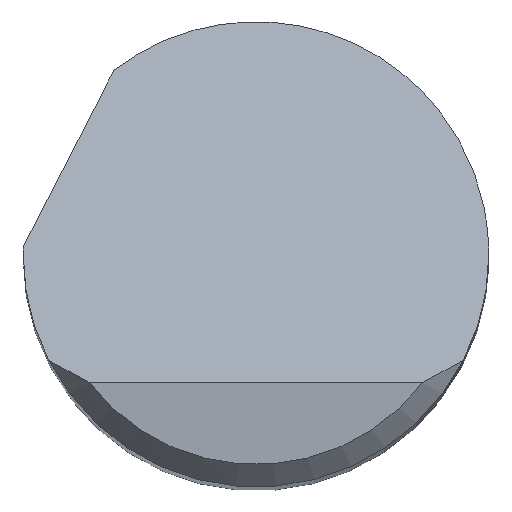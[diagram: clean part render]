
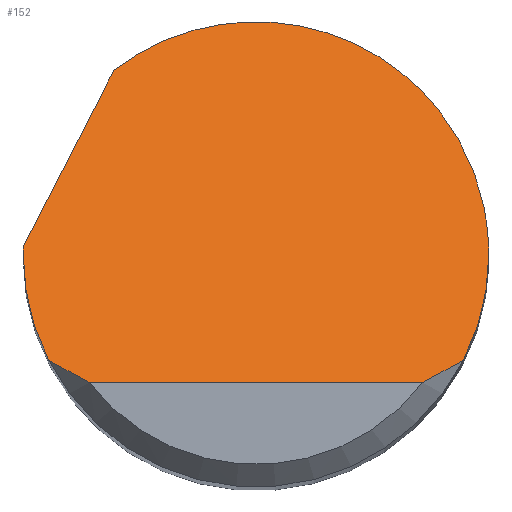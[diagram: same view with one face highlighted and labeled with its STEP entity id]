
A CAD part, top view. The second image highlights one B-rep face of the part: STEP entity #152.
In plain terms, the highlighted planar face has unit normal (0, 0.707, 0.707).
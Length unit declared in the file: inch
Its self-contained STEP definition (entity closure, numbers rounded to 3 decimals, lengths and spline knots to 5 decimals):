
#7 = LINE ( 'NONE', #698, #194 ) ;
#10 = VERTEX_POINT ( 'NONE', #279 ) ;
#13 = ORIENTED_EDGE ( 'NONE', *, *, #335, .F. ) ;
#29 = CARTESIAN_POINT ( 'NONE',  ( 0.15625, 0., 2.41375 ) ) ;
#34 = CARTESIAN_POINT ( 'NONE',  ( 0.12131, -0.0816, 2.49535 ) ) ;
#40 = CARTESIAN_POINT ( 'NONE',  ( -0.15625, -0.02489, 2.43864 ) ) ;
#51 = CARTESIAN_POINT ( 'NONE',  ( -0.11186, -0.08625, 2.5 ) ) ;
#58 = EDGE_CURVE ( 'NONE', #727, #236, #534, .T. ) ;
#72 = CARTESIAN_POINT ( 'NONE',  ( -0.11186, -0.08625, 2.5 ) ) ;
#82 = VERTEX_POINT ( 'NONE', #29 ) ;
#87 = VERTEX_POINT ( 'NONE', #72 ) ;
#97 = ORIENTED_EDGE ( 'NONE', *, *, #310, .F. ) ;
#100 = ORIENTED_EDGE ( 'NONE', *, *, #234, .T. ) ;
#103 = CARTESIAN_POINT ( 'NONE',  ( -0.13906, -0.07125, 2.485 ) ) ;
#124 = CARTESIAN_POINT ( 'NONE',  ( -0.15625, 0., 2.41375 ) ) ;
#131 = EDGE_LOOP ( 'NONE', ( #290, #286, #250, #13, #282, #97, #165, #100 ) ) ;
#139 = CARTESIAN_POINT ( 'NONE',  ( -0.13906, -0.07125, 2.485 ) ) ;
#150 = CARTESIAN_POINT ( 'NONE',  ( -0.13906, -0.07125, 2.485 ) ) ;
#151 = CARTESIAN_POINT ( 'NONE',  ( -0.12131, -0.0816, 2.49535 ) ) ;
#152 = ADVANCED_FACE ( 'NONE', ( #211 ), #512, .F. ) ;
#165 = ORIENTED_EDGE ( 'NONE', *, *, #584, .F. ) ;
#174 =( BOUNDED_CURVE ( )  B_SPLINE_CURVE ( 3, ( #150, #217, #40, #210 ),
 .UNSPECIFIED., .F., .F. ) 
 B_SPLINE_CURVE_WITH_KNOTS ( ( 4, 4 ),
 ( 4.23889, 4.71239 ),
 .UNSPECIFIED. ) 
 CURVE ( )  GEOMETRIC_REPRESENTATION_ITEM ( )  RATIONAL_B_SPLINE_CURVE ( ( 1., 0.981, 0.981, 1. ) ) 
 REPRESENTATION_ITEM ( '' )  );
#190 = CARTESIAN_POINT ( 'NONE',  ( 0.13906, -0.07125, 2.485 ) ) ;
#194 = VECTOR ( 'NONE', #460, 39.37008 ) ;
#207 = VECTOR ( 'NONE', #333, 39.37008 ) ;
#210 = CARTESIAN_POINT ( 'NONE',  ( -0.15625, 0., 2.41375 ) ) ;
#211 = FACE_OUTER_BOUND ( 'NONE', #131, .T. ) ;
#217 = CARTESIAN_POINT ( 'NONE',  ( -0.15041, -0.04909, 2.46284 ) ) ;
#226 = CARTESIAN_POINT ( 'NONE',  ( -0.15625, 0.00167, 2.41208 ) ) ;
#234 = EDGE_CURVE ( 'NONE', #446, #87, #365, .T. ) ;
#236 = VERTEX_POINT ( 'NONE', #736 ) ;
#238 = CARTESIAN_POINT ( 'NONE',  ( 0.15625, 0., 2.41375 ) ) ;
#242 = CARTESIAN_POINT ( 'NONE',  ( -0.15617, 0.005, 2.40875 ) ) ;
#245 = AXIS2_PLACEMENT_3D ( 'NONE', #440, #613, #729 ) ;
#250 = ORIENTED_EDGE ( 'NONE', *, *, #445, .F. ) ;
#258 = CARTESIAN_POINT ( 'NONE',  ( 0.13906, -0.07125, 2.485 ) ) ;
#277 = CARTESIAN_POINT ( 'NONE',  ( -0.15625, 0., 2.41375 ) ) ;
#279 = CARTESIAN_POINT ( 'NONE',  ( -0.15617, 0.005, 2.40875 ) ) ;
#282 = ORIENTED_EDGE ( 'NONE', *, *, #714, .F. ) ;
#286 = ORIENTED_EDGE ( 'NONE', *, *, #58, .T. ) ;
#290 = ORIENTED_EDGE ( 'NONE', *, *, #590, .T. ) ;
#310 = EDGE_CURVE ( 'NONE', #574, #10, #416, .T. ) ;
#321 = CARTESIAN_POINT ( 'NONE',  ( 0., -0.08625, 2.5 ) ) ;
#333 = DIRECTION ( 'NONE',  ( 1., 0., 0. ) ) ;
#335 = EDGE_CURVE ( 'NONE', #658, #82, #611, .T. ) ;
#346 = CARTESIAN_POINT ( 'NONE',  ( -0.09521, 0.12389, 2.28986 ) ) ;
#348 = CARTESIAN_POINT ( 'NONE',  ( 0.15625, 0.1488, 2.26495 ) ) ;
#352 = CARTESIAN_POINT ( 'NONE',  ( 0.02277, 0.21456, 2.19919 ) ) ;
#365 = B_SPLINE_CURVE_WITH_KNOTS ( 'NONE', 3,
 ( #103, #680, #151, #51 ),
 .UNSPECIFIED., .F., .F.,
 ( 4, 4 ),
 ( 0., 0.00088 ),
 .UNSPECIFIED. ) ;
#378 = CARTESIAN_POINT ( 'NONE',  ( 0.15625, -0.02489, 2.43864 ) ) ;
#396 = LINE ( 'NONE', #321, #207 ) ;
#416 =( BOUNDED_CURVE ( )  B_SPLINE_CURVE ( 3, ( #124, #226, #474, #242 ),
 .UNSPECIFIED., .F., .F. ) 
 B_SPLINE_CURVE_WITH_KNOTS ( ( 4, 4 ),
 ( 4.71239, 4.74439 ),
 .UNSPECIFIED. ) 
 CURVE ( )  GEOMETRIC_REPRESENTATION_ITEM ( )  RATIONAL_B_SPLINE_CURVE ( ( 1., 1., 1., 1. ) ) 
 REPRESENTATION_ITEM ( '' )  );
#419 = CARTESIAN_POINT ( 'NONE',  ( 0.15625, 0., 2.41375 ) ) ;
#440 = CARTESIAN_POINT ( 'NONE',  ( -0.15625, -0.08625, 2.5 ) ) ;
#445 = EDGE_CURVE ( 'NONE', #82, #236, #742, .T. ) ;
#446 = VERTEX_POINT ( 'NONE', #139 ) ;
#460 = DIRECTION ( 'NONE',  ( 0.341, 0.665, -0.665 ) ) ;
#474 = CARTESIAN_POINT ( 'NONE',  ( -0.15622, 0.00333, 2.41042 ) ) ;
#512 = PLANE ( 'NONE',  #245 ) ;
#534 = B_SPLINE_CURVE_WITH_KNOTS ( 'NONE', 3,
 ( #640, #34, #719, #190 ),
 .UNSPECIFIED., .F., .F.,
 ( 4, 4 ),
 ( 0., 0.00088 ),
 .UNSPECIFIED. ) ;
#574 = VERTEX_POINT ( 'NONE', #277 ) ;
#584 = EDGE_CURVE ( 'NONE', #446, #574, #174, .T. ) ;
#590 = EDGE_CURVE ( 'NONE', #87, #727, #396, .T. ) ;
#611 =( BOUNDED_CURVE ( )  B_SPLINE_CURVE ( 3, ( #346, #352, #348, #238 ),
 .UNSPECIFIED., .F., .F. ) 
 B_SPLINE_CURVE_WITH_KNOTS ( ( 4, 4 ),
 ( 5.62792, 7.85398 ),
 .UNSPECIFIED. ) 
 CURVE ( )  GEOMETRIC_REPRESENTATION_ITEM ( )  RATIONAL_B_SPLINE_CURVE ( ( 1., 0.628, 0.628, 1. ) ) 
 REPRESENTATION_ITEM ( '' )  );
#613 = DIRECTION ( 'NONE',  ( 0., -0.707, -0.707 ) ) ;
#627 = CARTESIAN_POINT ( 'NONE',  ( 0.11186, -0.08625, 2.5 ) ) ;
#640 = CARTESIAN_POINT ( 'NONE',  ( 0.11186, -0.08625, 2.5 ) ) ;
#658 = VERTEX_POINT ( 'NONE', #688 ) ;
#680 = CARTESIAN_POINT ( 'NONE',  ( -0.13035, -0.07657, 2.49032 ) ) ;
#688 = CARTESIAN_POINT ( 'NONE',  ( -0.09521, 0.12389, 2.28986 ) ) ;
#698 = CARTESIAN_POINT ( 'NONE',  ( -0.19753, -0.07567, 2.48942 ) ) ;
#706 = CARTESIAN_POINT ( 'NONE',  ( 0.15041, -0.04909, 2.46284 ) ) ;
#714 = EDGE_CURVE ( 'NONE', #10, #658, #7, .T. ) ;
#719 = CARTESIAN_POINT ( 'NONE',  ( 0.13035, -0.07657, 2.49032 ) ) ;
#727 = VERTEX_POINT ( 'NONE', #627 ) ;
#729 = DIRECTION ( 'NONE',  ( 0., 0.707, -0.707 ) ) ;
#736 = CARTESIAN_POINT ( 'NONE',  ( 0.13906, -0.07125, 2.485 ) ) ;
#742 =( BOUNDED_CURVE ( )  B_SPLINE_CURVE ( 3, ( #419, #378, #706, #258 ),
 .UNSPECIFIED., .F., .F. ) 
 B_SPLINE_CURVE_WITH_KNOTS ( ( 4, 4 ),
 ( 1.5708, 2.04429 ),
 .UNSPECIFIED. ) 
 CURVE ( )  GEOMETRIC_REPRESENTATION_ITEM ( )  RATIONAL_B_SPLINE_CURVE ( ( 1., 0.981, 0.981, 1. ) ) 
 REPRESENTATION_ITEM ( '' )  );
